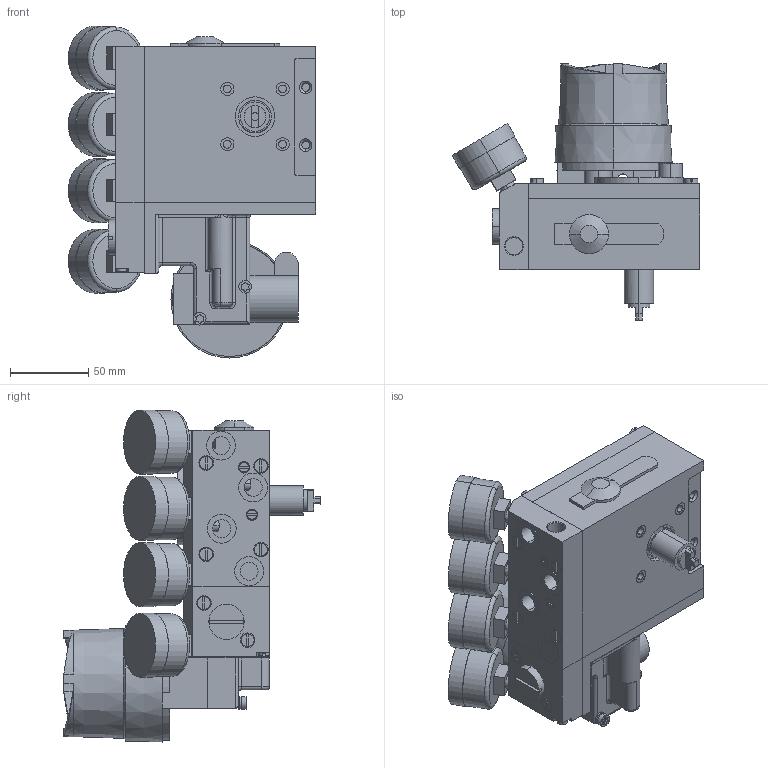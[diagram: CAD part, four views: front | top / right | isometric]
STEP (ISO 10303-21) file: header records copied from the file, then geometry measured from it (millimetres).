
FILE_DESCRIPTION (( 'STEP AP214' ), '1' );
FILE_NAME ('EP5EX med manometrar (4x)_140926.STEP', '2014-09-29T13:49:26', ( '' ), ( '' ), 'SwSTEP 2.0', 'SolidWorks 2014', '' );
FILE_SCHEMA (( 'AUTOMOTIVE_DESIGN' ));
Length unit declared in the file: millimetre
Products named in the file (1): EP5EX med manometrar (4x)_140926
Bounding box: 158.65 x 164.2 x 212.6 mm (x, y, z)
Volume: 1335533.9 mm3; surface area: 200135.7 mm2
Topology: 24 solids, 24 shells, 684 faces, 1617 edges, 1046 vertices
Faces by surface type: plane 373, cylinder 251, cone 24, torus 20, bspline 14, sphere 2
Entity records: 20756 total; most frequent: CARTESIAN_POINT 4262, DIRECTION 3528, ORIENTED_EDGE 3226, EDGE_CURVE 1613, AXIS2_PLACEMENT_3D 1302, VERTEX_POINT 1046, VECTOR 924, LINE 924
